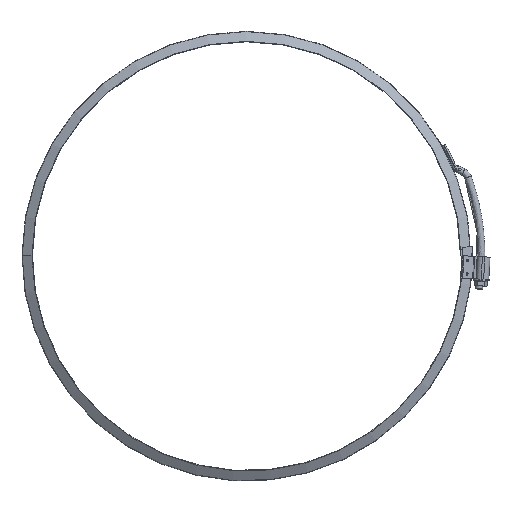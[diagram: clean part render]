
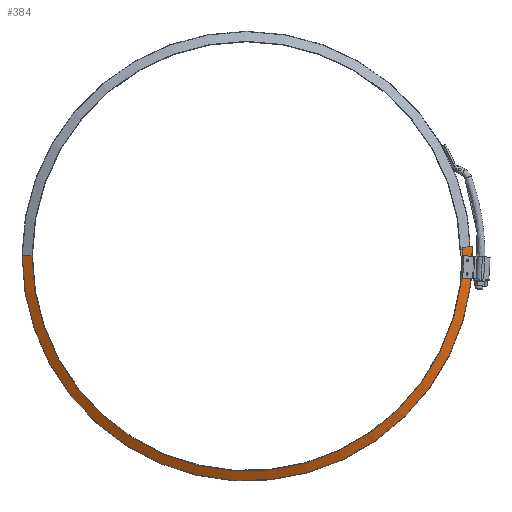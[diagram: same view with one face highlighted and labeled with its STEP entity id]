
A CAD part, top view. The second image highlights one B-rep face of the part: STEP entity #384.
In plain terms, the highlighted conical face has half-angle 60 degrees and reference radius 191.875 mm.
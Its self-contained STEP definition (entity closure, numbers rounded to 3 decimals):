
#384=ADVANCED_FACE('',(#574),#538,.T.);
#538=CONICAL_SURFACE('',#2493,191.875,60.);
#574=FACE_OUTER_BOUND('',#704,.T.);
#704=EDGE_LOOP('',(#910,#911,#912,#913));
#910=ORIENTED_EDGE('',*,*,#1794,.T.);
#911=ORIENTED_EDGE('',*,*,#1795,.T.);
#912=ORIENTED_EDGE('',*,*,#1796,.F.);
#913=ORIENTED_EDGE('',*,*,#1792,.F.);
#1572=VERTEX_POINT('',#3462);
#1573=VERTEX_POINT('',#3464);
#1574=VERTEX_POINT('',#3468);
#1575=VERTEX_POINT('',#3470);
#1792=EDGE_CURVE('',#1572,#1573,#2124,.T.);
#1794=EDGE_CURVE('',#1572,#1574,#2267,.T.);
#1795=EDGE_CURVE('',#1574,#1575,#2125,.T.);
#1796=EDGE_CURVE('',#1573,#1575,#2268,.T.);
#2124=CIRCLE('',#2490,191.875);
#2125=CIRCLE('',#2492,200.275);
#2267=LINE('',#3467,#2374);
#2268=LINE('',#3471,#2375);
#2374=VECTOR('',#2802,1.);
#2375=VECTOR('',#2805,1.);
#2490=AXIS2_PLACEMENT_3D('',#3463,#2797,#2798);
#2492=AXIS2_PLACEMENT_3D('',#3469,#2803,#2804);
#2493=AXIS2_PLACEMENT_3D('',#3472,#2806,#2807);
#2797=DIRECTION('',(0.,0.,1.));
#2798=DIRECTION('',(1.,0.,0.));
#2802=DIRECTION('',(-0.866,0.,-0.5));
#2803=DIRECTION('',(0.,0.,1.));
#2804=DIRECTION('',(1.,0.,0.));
#2805=DIRECTION('',(0.865,0.035,-0.5));
#2806=DIRECTION('',(0.,0.,-1.));
#2807=DIRECTION('',(-1.,0.,0.));
#3462=CARTESIAN_POINT('',(-191.075,0.,8.086));
#3463=CARTESIAN_POINT('',(0.8,0.,8.086));
#3464=CARTESIAN_POINT('',(192.523,7.644,8.086));
#3467=CARTESIAN_POINT('',(-191.075,0.,8.086));
#3468=CARTESIAN_POINT('',(-199.475,0.,3.236));
#3469=CARTESIAN_POINT('',(0.8,0.,3.236));
#3470=CARTESIAN_POINT('',(200.916,7.979,3.236));
#3471=CARTESIAN_POINT('',(192.523,7.644,8.086));
#3472=CARTESIAN_POINT('',(0.8,0.,8.086));
